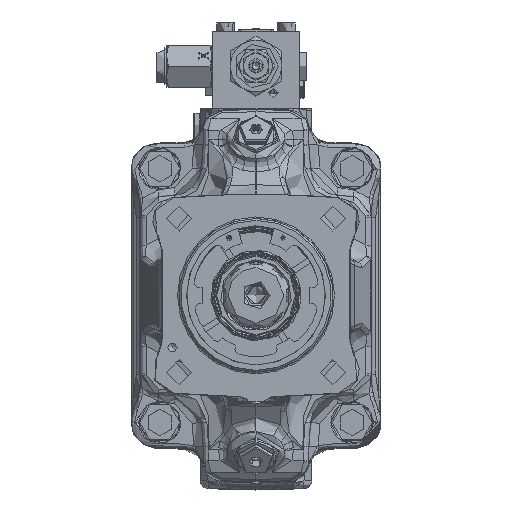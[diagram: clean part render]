
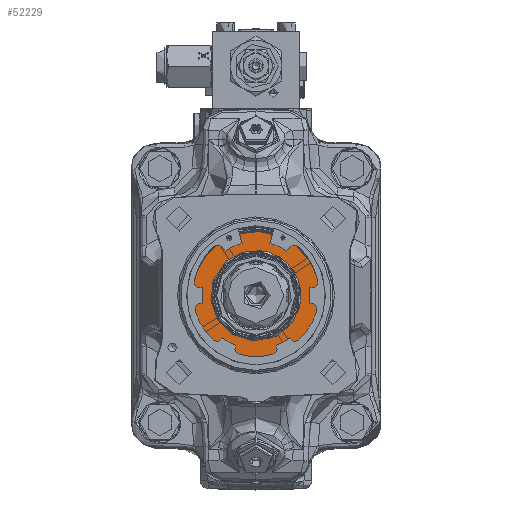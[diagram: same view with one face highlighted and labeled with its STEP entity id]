
A CAD part, top view. The second image highlights one B-rep face of the part: STEP entity #52229.
In plain terms, the highlighted planar face has unit normal (0, 0, 1).
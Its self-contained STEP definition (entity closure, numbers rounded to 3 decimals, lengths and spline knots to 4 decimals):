
#2113=PLANE('',#56816);
#2905=FACE_BOUND('',#11738,.T.);
#5017=CIRCLE('',#56817,1.308);
#5018=CIRCLE('',#56818,1.308);
#5019=CIRCLE('',#56819,0.9253);
#5020=CIRCLE('',#56820,0.9253);
#8414=FACE_OUTER_BOUND('',#11737,.T.);
#11737=EDGE_LOOP('',(#43948,#43949));
#11738=EDGE_LOOP('',(#43950,#43951));
#23324=VERTEX_POINT('',#148376);
#23325=VERTEX_POINT('',#148377);
#23326=VERTEX_POINT('',#148380);
#23327=VERTEX_POINT('',#148381);
#30511=EDGE_CURVE('',#23324,#23325,#5017,.T.);
#30512=EDGE_CURVE('',#23325,#23324,#5018,.T.);
#30513=EDGE_CURVE('',#23326,#23327,#5019,.T.);
#30514=EDGE_CURVE('',#23327,#23326,#5020,.T.);
#43948=ORIENTED_EDGE('',*,*,#30511,.T.);
#43949=ORIENTED_EDGE('',*,*,#30512,.T.);
#43950=ORIENTED_EDGE('',*,*,#30513,.T.);
#43951=ORIENTED_EDGE('',*,*,#30514,.T.);
#52229=ADVANCED_FACE('',(#8414,#2905),#2113,.T.);
#56816=AXIS2_PLACEMENT_3D('',#148375,#67573,#67574);
#56817=AXIS2_PLACEMENT_3D('',#148378,#67575,#67576);
#56818=AXIS2_PLACEMENT_3D('',#148379,#67577,#67578);
#56819=AXIS2_PLACEMENT_3D('',#148382,#67579,#67580);
#56820=AXIS2_PLACEMENT_3D('',#148383,#67581,#67582);
#67573=DIRECTION('center_axis',(0.,0.,1.));
#67574=DIRECTION('ref_axis',(-0.837,-0.547,0.));
#67575=DIRECTION('center_axis',(0.,0.,1.));
#67576=DIRECTION('ref_axis',(-0.837,-0.547,0.));
#67577=DIRECTION('center_axis',(0.,0.,1.));
#67578=DIRECTION('ref_axis',(-0.837,-0.547,0.));
#67579=DIRECTION('center_axis',(0.,0.,-1.));
#67580=DIRECTION('ref_axis',(0.837,0.547,0.));
#67581=DIRECTION('center_axis',(0.,0.,-1.));
#67582=DIRECTION('ref_axis',(0.837,0.547,0.));
#148375=CARTESIAN_POINT('Origin',(-1.114,-0.7278,
2.5984));
#148376=CARTESIAN_POINT('',(-1.095,-0.7154,2.5984));
#148377=CARTESIAN_POINT('',(1.095,0.7154,2.5984));
#148378=CARTESIAN_POINT('Origin',(0.,0.,2.5984));
#148379=CARTESIAN_POINT('Origin',(0.,0.,2.5984));
#148380=CARTESIAN_POINT('',(0.7746,0.5061,2.5984));
#148381=CARTESIAN_POINT('',(-0.7746,-0.5061,2.5984));
#148382=CARTESIAN_POINT('Origin',(0.,0.,2.5984));
#148383=CARTESIAN_POINT('Origin',(0.,0.,2.5984));
